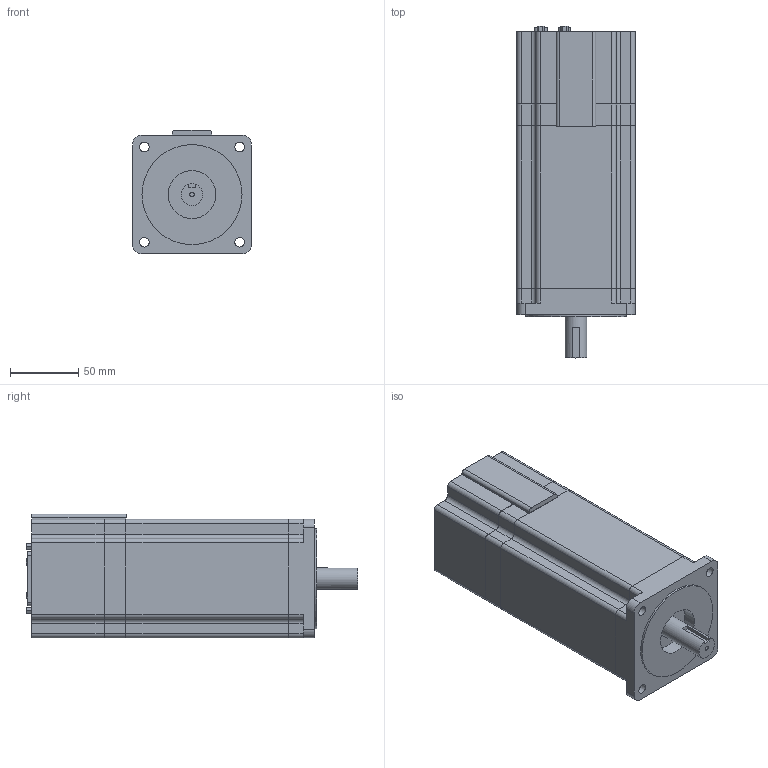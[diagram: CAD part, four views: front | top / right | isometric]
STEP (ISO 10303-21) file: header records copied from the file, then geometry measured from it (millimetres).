
FILE_DESCRIPTION(/* description */ (''),/* implementation_level */ '2;1');
FILE_NAME(/* name */ 'QCI-34HC-3 v2.step',/* time_stamp */ '2022-10-04T17:10:03-04:00',/* author */ (''),/* organization */ (''),/* preprocessor_version */ 'ST-DEVELOPER v19',/* originating_system */ 'Autodesk Translation Framework v11.7.0.108',/* authorisation */ '');
FILE_SCHEMA (('AUTOMOTIVE_DESIGN { 1 0 10303 214 3 1 1 }'));
Length unit declared in the file: inch
Products named in the file (1): QCI-34HC-3
Bounding box: 86.61 x 242.38 x 90.42 mm (x, y, z)
Volume: 1404553.4 mm3; surface area: 132113.8 mm2
Topology: 11 solids, 11 shells, 219 faces, 574 edges, 382 vertices
Faces by surface type: plane 133, cylinder 86
Full cylindrical faces by diameter (mm): 2.54 x4, 3.175 x1, 6.985 x4, 15.875 x1, 34.925 x1, 73.025 x1
Entity records: 6844 total; most frequent: DIRECTION 1188, CARTESIAN_POINT 1176, ORIENTED_EDGE 1148, EDGE_CURVE 574, LINE 400, VECTOR 400, AXIS2_PLACEMENT_3D 394, VERTEX_POINT 382
